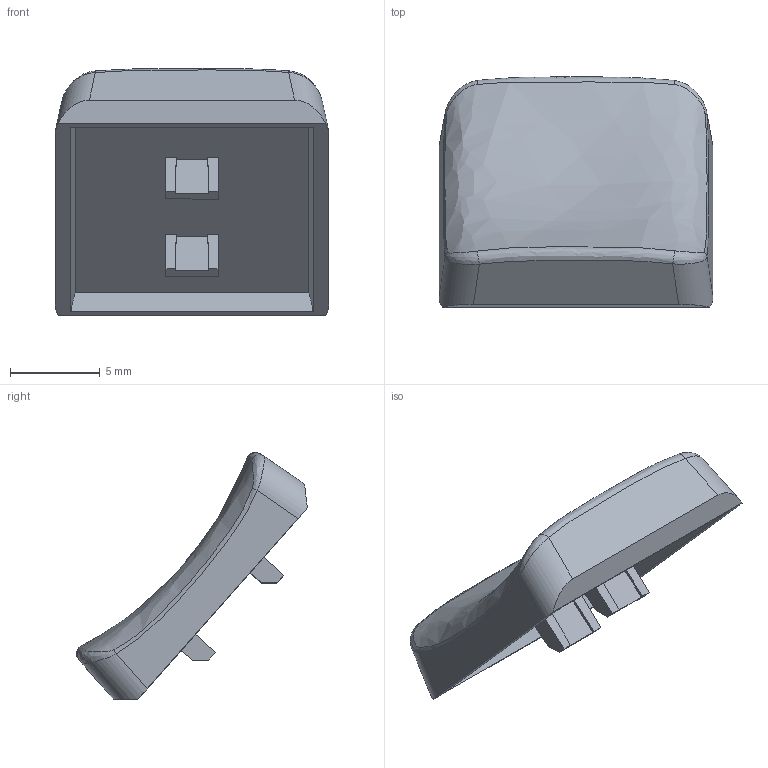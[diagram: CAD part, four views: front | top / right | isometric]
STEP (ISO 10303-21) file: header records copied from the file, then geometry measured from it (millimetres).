
FILE_DESCRIPTION(/* description */ (''),/* implementation_level */ '2;1');
FILE_NAME(/* name */ 'LPX.step',/* time_stamp */ '2022-03-21T14:35:43-07:00',/* author */ (''),/* organization */ (''),/* preprocessor_version */ 'ST-DEVELOPER v18.1',/* originating_system */ 'Autodesk Translation Framework v10.13.0.1454',/* authorisation */ '');
FILE_SCHEMA (('AUTOMOTIVE_DESIGN { 1 0 10303 214 3 1 1 }'));
Length unit declared in the file: millimetre
Products named in the file (3): CapLoft; Component1; Component2
Assembly tree (2 placements, depth 2):
  CapLoft
    Component1
    Component2
Bounding box: 15.23 x 12.83 x 13.75 mm (x, y, z)
Volume: 552 mm3; surface area: 750.1 mm2
Topology: 1 solids, 1 shells, 70 faces, 185 edges, 118 vertices
Faces by surface type: plane 53, bspline 9, cylinder 4, cone 4
Entity records: 2590 total; most frequent: CARTESIAN_POINT 838, ORIENTED_EDGE 362, DIRECTION 317, EDGE_CURVE 181, LINE 145, VECTOR 145, VERTEX_POINT 118, AXIS2_PLACEMENT_3D 86
